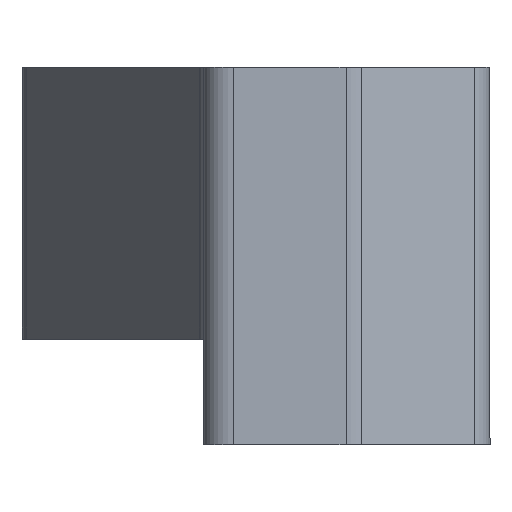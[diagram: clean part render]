
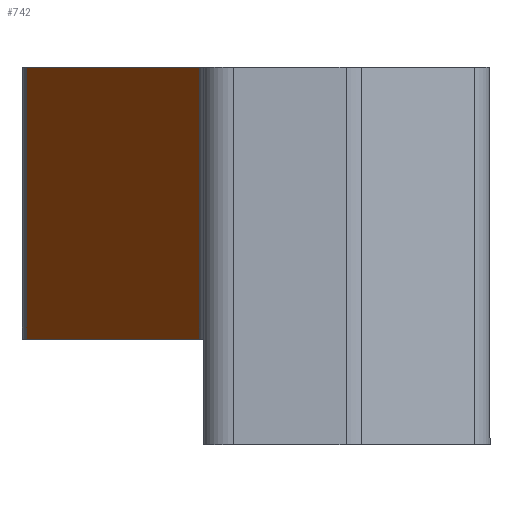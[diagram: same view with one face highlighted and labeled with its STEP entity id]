
A CAD part, left-side view. The second image highlights one B-rep face of the part: STEP entity #742.
In plain terms, the highlighted planar face has unit normal (-0.5, 0.866, 0).
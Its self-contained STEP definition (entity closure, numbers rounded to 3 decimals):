
#43 = ORIENTED_EDGE ( 'NONE', *, *, #1024, .T. ) ;
#52 = VERTEX_POINT ( 'NONE', #894 ) ;
#92 = LINE ( 'NONE', #306, #459 ) ;
#102 = DIRECTION ( 'NONE',  ( 0., 0., -1. ) ) ;
#115 = VERTEX_POINT ( 'NONE', #1010 ) ;
#116 = PLANE ( 'NONE',  #435 ) ;
#121 = VERTEX_POINT ( 'NONE', #928 ) ;
#130 = ORIENTED_EDGE ( 'NONE', *, *, #216, .T. ) ;
#197 = DIRECTION ( 'NONE',  ( 0.5, -0.866, 0. ) ) ;
#216 = EDGE_CURVE ( 'NONE', #382, #121, #885, .T. ) ;
#306 = CARTESIAN_POINT ( 'NONE',  ( 20.232, 0.134, 9. ) ) ;
#323 = ORIENTED_EDGE ( 'NONE', *, *, #701, .T. ) ;
#382 = VERTEX_POINT ( 'NONE', #1063 ) ;
#384 = CARTESIAN_POINT ( 'NONE',  ( 20., 0., 9. ) ) ;
#435 = AXIS2_PLACEMENT_3D ( 'NONE', #1051, #197, #893 ) ;
#457 = CARTESIAN_POINT ( 'NONE',  ( 30.16, 5.866, 9. ) ) ;
#459 = VECTOR ( 'NONE', #1097, 1000. ) ;
#509 = FACE_OUTER_BOUND ( 'NONE', #962, .T. ) ;
#661 = ORIENTED_EDGE ( 'NONE', *, *, #801, .F. ) ;
#670 = VECTOR ( 'NONE', #923, 1000. ) ;
#701 = EDGE_CURVE ( 'NONE', #52, #382, #1073, .T. ) ;
#742 = ADVANCED_FACE ( 'NONE', ( #509 ), #116, .F. ) ;
#801 = EDGE_CURVE ( 'NONE', #52, #115, #805, .T. ) ;
#805 = LINE ( 'NONE', #384, #864 ) ;
#864 = VECTOR ( 'NONE', #882, 1000. ) ;
#882 = DIRECTION ( 'NONE',  ( -0.866, -0.5, 0. ) ) ;
#885 = LINE ( 'NONE', #1089, #670 ) ;
#893 = DIRECTION ( 'NONE',  ( 0.866, 0.5, 0. ) ) ;
#894 = CARTESIAN_POINT ( 'NONE',  ( 30.16, 5.866, 9. ) ) ;
#923 = DIRECTION ( 'NONE',  ( -0.866, -0.5, 0. ) ) ;
#928 = CARTESIAN_POINT ( 'NONE',  ( 20.232, 0.134, 0. ) ) ;
#962 = EDGE_LOOP ( 'NONE', ( #130, #43, #661, #323 ) ) ;
#1010 = CARTESIAN_POINT ( 'NONE',  ( 20.232, 0.134, 9. ) ) ;
#1024 = EDGE_CURVE ( 'NONE', #121, #115, #92, .T. ) ;
#1051 = CARTESIAN_POINT ( 'NONE',  ( 20., 0., 9. ) ) ;
#1063 = CARTESIAN_POINT ( 'NONE',  ( 30.16, 5.866, 0. ) ) ;
#1073 = LINE ( 'NONE', #457, #1090 ) ;
#1089 = CARTESIAN_POINT ( 'NONE',  ( 20., 0., 0. ) ) ;
#1090 = VECTOR ( 'NONE', #102, 1000. ) ;
#1097 = DIRECTION ( 'NONE',  ( 0., 0., 1. ) ) ;
